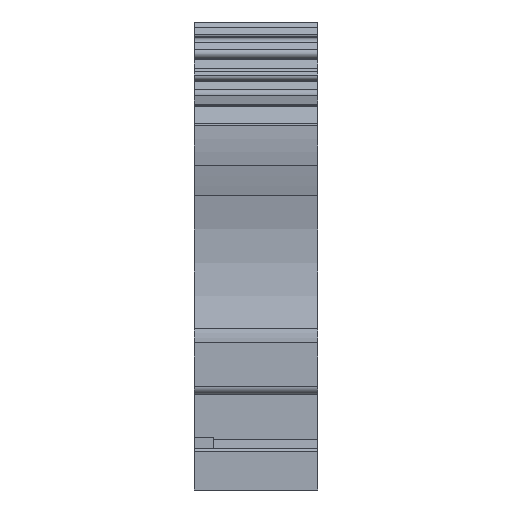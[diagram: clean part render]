
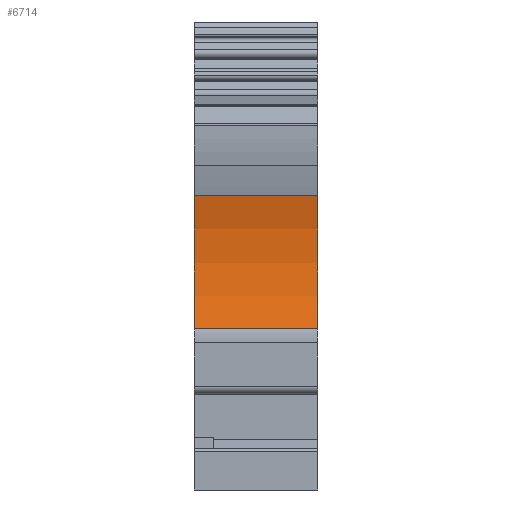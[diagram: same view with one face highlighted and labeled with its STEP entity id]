
A CAD part, left-side view. The second image highlights one B-rep face of the part: STEP entity #6714.
In plain terms, the highlighted cylindrical face has radius 28 mm (diameter 56 mm), a partial arc.
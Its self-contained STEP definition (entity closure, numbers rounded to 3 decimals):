
#66=CIRCLE('',#7088,28.);
#130=CIRCLE('',#7168,28.);
#220=CYLINDRICAL_SURFACE('',#7241,28.);
#989=ORIENTED_EDGE('',*,*,#2474,.F.);
#990=ORIENTED_EDGE('',*,*,#2909,.T.);
#991=ORIENTED_EDGE('',*,*,#2734,.T.);
#992=ORIENTED_EDGE('',*,*,#2910,.T.);
#2474=EDGE_CURVE('',#3476,#3477,#66,.T.);
#2734=EDGE_CURVE('',#3720,#3719,#130,.T.);
#2909=EDGE_CURVE('',#3476,#3720,#4432,.F.);
#2910=EDGE_CURVE('',#3719,#3477,#4433,.T.);
#3476=VERTEX_POINT('',#9811);
#3477=VERTEX_POINT('',#9813);
#3719=VERTEX_POINT('',#10330);
#3720=VERTEX_POINT('',#10332);
#4432=LINE('',#10668,#5251);
#4433=LINE('',#10669,#5252);
#5251=VECTOR('',#8438,1000.);
#5252=VECTOR('',#8439,1000.);
#5711=EDGE_LOOP('',(#989,#990,#991,#992));
#6090=FACE_BOUND('',#5711,.T.);
#6714=ADVANCED_FACE('',(#6090),#220,.F.);
#7088=AXIS2_PLACEMENT_3D('',#9812,#7804,#7805);
#7168=AXIS2_PLACEMENT_3D('',#10331,#8160,#8161);
#7241=AXIS2_PLACEMENT_3D('',#10667,#8436,#8437);
#7804=DIRECTION('',(0.,-1.,0.));
#7805=DIRECTION('',(-1.,0.,0.));
#8160=DIRECTION('',(0.,-1.,0.));
#8161=DIRECTION('',(-1.,0.,0.));
#8436=DIRECTION('',(0.,1.,0.));
#8437=DIRECTION('',(0.,0.,1.));
#8438=DIRECTION('',(0.,1.,0.));
#8439=DIRECTION('',(0.,1.,0.));
#9811=CARTESIAN_POINT('',(-49.662,8.05,3.832));
#9812=CARTESIAN_POINT('',(-75.767,8.05,13.957));
#9813=CARTESIAN_POINT('',(-48.68,8.05,21.049));
#10330=CARTESIAN_POINT('',(-48.68,-7.95,21.049));
#10331=CARTESIAN_POINT('',(-75.767,-7.95,13.957));
#10332=CARTESIAN_POINT('',(-49.662,-7.95,3.832));
#10667=CARTESIAN_POINT('',(-75.767,-7.95,13.957));
#10668=CARTESIAN_POINT('',(-49.662,-7.95,3.832));
#10669=CARTESIAN_POINT('',(-48.68,-7.95,21.049));
